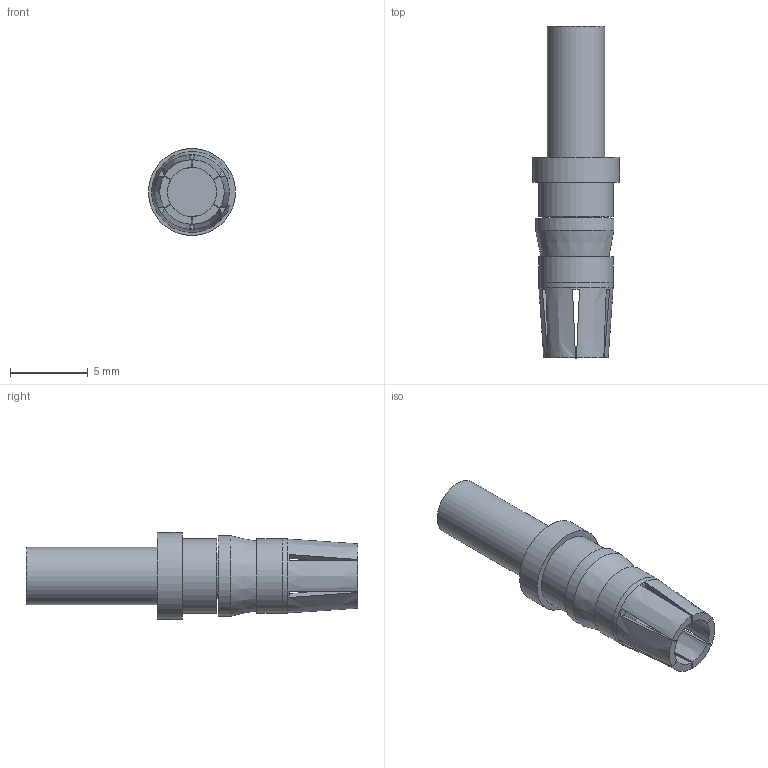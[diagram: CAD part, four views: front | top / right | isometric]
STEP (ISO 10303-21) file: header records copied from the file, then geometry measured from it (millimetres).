
FILE_DESCRIPTION(/* description */ (''),/* implementation_level */ '2;1');
FILE_NAME(/* name */ '100143036ugm000_b.stp',/* time_stamp */ '2013-12-20T09:48:32+01:00',/* author */ (''),/* organization */ (''),/* preprocessor_version */ 'ST-DEVELOPER v15',/* originating_system */ 'SIEMENS PLM Software NX 8.5',/* authorisation */ '');
FILE_SCHEMA (('AUTOMOTIVE_DESIGN { 1 0 10303 214 3 1 1 1 }'));
Length unit declared in the file: millimetre
Products named in the file (1): 100143036ugm000_b
Bounding box: 5.6 x 21.35 x 5.6 mm (x, y, z)
Volume: 209.6 mm3; surface area: 537.8 mm2
Topology: 1 solids, 1 shells, 48 faces, 122 edges, 80 vertices
Faces by surface type: plane 34, cylinder 8, cone 4, bspline 2
Full cylindrical faces by diameter (mm): 2.8 x1, 3 x1, 3.7 x1, 3.81 x1, 4.8 x2, 5.6 x1
Entity records: 1428 total; most frequent: CARTESIAN_POINT 319, DIRECTION 222, ORIENTED_EDGE 210, EDGE_CURVE 105, AXIS2_PLACEMENT_3D 94, VERTEX_POINT 77, EDGE_LOOP 65, ADVANCED_FACE 48
